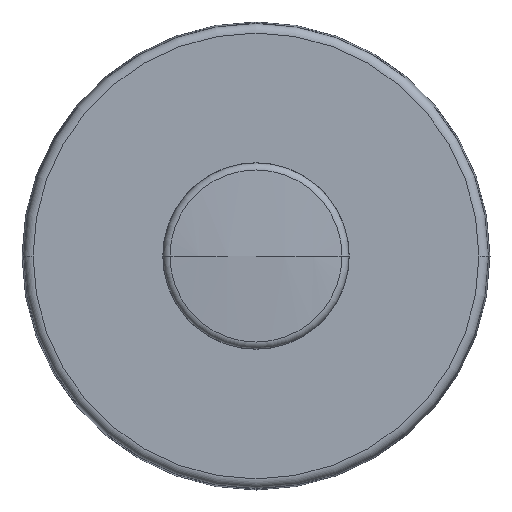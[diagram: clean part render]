
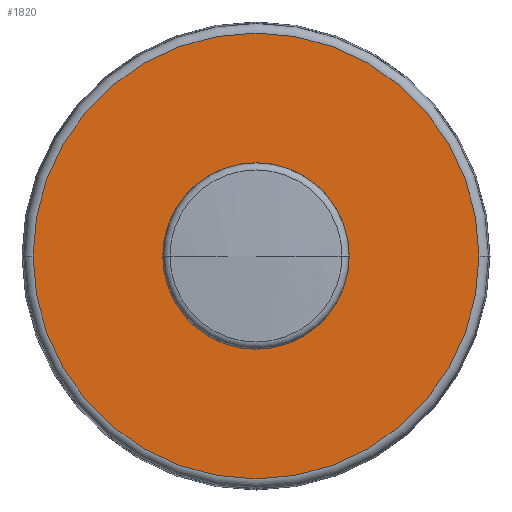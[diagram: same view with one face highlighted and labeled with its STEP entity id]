
A CAD part, front view. The second image highlights one B-rep face of the part: STEP entity #1820.
In plain terms, the highlighted face is planar.
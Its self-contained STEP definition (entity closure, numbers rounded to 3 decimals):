
#880=CARTESIAN_POINT('',(2.1,-1.,-95.514));
#890=VERTEX_POINT('',#880);
#920=CARTESIAN_POINT('',(0.,-1.,-95.514));
#930=DIRECTION('',(0.,0.,-1.));
#940=DIRECTION('',(1.,0.,0.));
#950=AXIS2_PLACEMENT_3D('',#920,#930,#940);
#960=CIRCLE('',#950,2.1);
#970=CARTESIAN_POINT('',(-2.1,-1.,-95.514));
#980=VERTEX_POINT('',#970);
#990=EDGE_CURVE('',#980,#890,#960,.T.);
#1530=CARTESIAN_POINT('',(13.05,-1.,-95.514));
#1540=DIRECTION('',(0.,0.,1.));
#1550=DIRECTION('',(-1.,0.,0.));
#1560=AXIS2_PLACEMENT_3D('',#1530,#1540,#1550);
#1570=PLANE('',#1560);
#1580=CARTESIAN_POINT('',(0.,-3.1,-95.514));
#1590=VERTEX_POINT('',#1580);
#1600=EDGE_CURVE('',#1590,#980,#960,.T.);
#1610=ORIENTED_EDGE('',*,*,#1600,.F.);
#1620=ORIENTED_EDGE('',*,*,#990,.F.);
#1630=EDGE_CURVE('',#890,#1590,#960,.T.);
#1640=ORIENTED_EDGE('',*,*,#1630,.F.);
#1650=EDGE_LOOP('',(#1640,#1620,#1610));
#1660=FACE_BOUND('',#1650,.T.);
#1670=CARTESIAN_POINT('',(0.,-1.,-95.514));
#1680=DIRECTION('',(0.,0.,1.));
#1690=DIRECTION('',(-1.,0.,0.));
#1700=AXIS2_PLACEMENT_3D('',#1670,#1680,#1690);
#1710=CIRCLE('',#1700,23.808);
#1720=CARTESIAN_POINT('',(-23.808,-1.,
-95.514));
#1730=VERTEX_POINT('',#1720);
#1740=CARTESIAN_POINT('',(23.808,-1.,
-95.514));
#1750=VERTEX_POINT('',#1740);
#1760=EDGE_CURVE('',#1730,#1750,#1710,.T.);
#1770=ORIENTED_EDGE('',*,*,#1760,.F.);
#1780=EDGE_CURVE('',#1750,#1730,#1710,.T.);
#1790=ORIENTED_EDGE('',*,*,#1780,.F.);
#1800=EDGE_LOOP('',(#1790,#1770));
#1810=FACE_OUTER_BOUND('',#1800,.T.);
#1820=ADVANCED_FACE('',(#1660,#1810),#1570,.F.);
